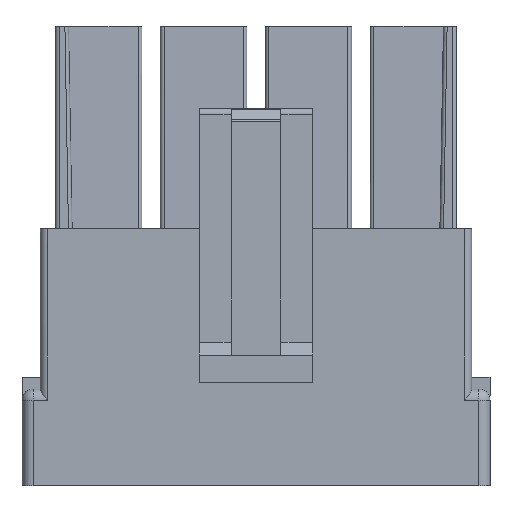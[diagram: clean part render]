
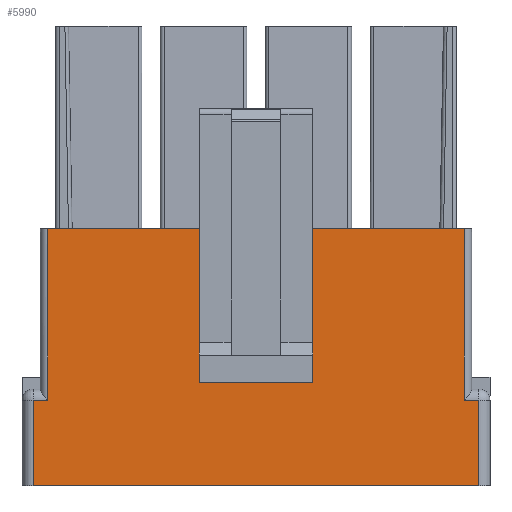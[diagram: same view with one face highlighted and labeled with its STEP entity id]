
A CAD part, top view. The second image highlights one B-rep face of the part: STEP entity #5990.
In plain terms, the highlighted planar face has unit normal (0, 0, 1).
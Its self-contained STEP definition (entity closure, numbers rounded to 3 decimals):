
#1191=ORIENTED_EDGE('',*,*,#2511,.F.);
#1192=ORIENTED_EDGE('',*,*,#2524,.F.);
#1193=ORIENTED_EDGE('',*,*,#2509,.T.);
#1194=ORIENTED_EDGE('',*,*,#2489,.T.);
#1195=ORIENTED_EDGE('',*,*,#2525,.T.);
#1196=ORIENTED_EDGE('',*,*,#2526,.T.);
#1197=ORIENTED_EDGE('',*,*,#2527,.T.);
#1198=ORIENTED_EDGE('',*,*,#2528,.T.);
#1199=ORIENTED_EDGE('',*,*,#2529,.F.);
#1200=ORIENTED_EDGE('',*,*,#2530,.T.);
#1201=ORIENTED_EDGE('',*,*,#2435,.F.);
#1202=ORIENTED_EDGE('',*,*,#2531,.T.);
#1203=ORIENTED_EDGE('',*,*,#2532,.T.);
#1204=ORIENTED_EDGE('',*,*,#2499,.F.);
#1205=ORIENTED_EDGE('',*,*,#2492,.F.);
#1206=ORIENTED_EDGE('',*,*,#2496,.T.);
#2435=EDGE_CURVE('',#3152,#3153,#3832,.T.);
#2489=EDGE_CURVE('',#3198,#3199,#3880,.T.);
#2492=EDGE_CURVE('',#3201,#3202,#3882,.T.);
#2496=EDGE_CURVE('',#3201,#3203,#3884,.T.);
#2499=EDGE_CURVE('',#3202,#3204,#3886,.T.);
#2509=EDGE_CURVE('',#3211,#3198,#3893,.T.);
#2511=EDGE_CURVE('',#3212,#3199,#3894,.T.);
#2524=EDGE_CURVE('',#3211,#3212,#3905,.T.);
#2525=EDGE_CURVE('',#3222,#3223,#3906,.T.);
#2526=EDGE_CURVE('',#3223,#3224,#3907,.T.);
#2527=EDGE_CURVE('',#3224,#3225,#3908,.T.);
#2528=EDGE_CURVE('',#3225,#3226,#3909,.F.);
#2529=EDGE_CURVE('',#3227,#3226,#3910,.T.);
#2530=EDGE_CURVE('',#3227,#3153,#3911,.F.);
#2531=EDGE_CURVE('',#3152,#3222,#3912,.F.);
#2532=EDGE_CURVE('',#3203,#3204,#3913,.T.);
#3152=VERTEX_POINT('',#9193);
#3153=VERTEX_POINT('',#9195);
#3198=VERTEX_POINT('',#9296);
#3199=VERTEX_POINT('',#9300);
#3201=VERTEX_POINT('',#9306);
#3202=VERTEX_POINT('',#9308);
#3203=VERTEX_POINT('',#9313);
#3204=VERTEX_POINT('',#9318);
#3211=VERTEX_POINT('',#9336);
#3212=VERTEX_POINT('',#9341);
#3222=VERTEX_POINT('',#9370);
#3223=VERTEX_POINT('',#9371);
#3224=VERTEX_POINT('',#9373);
#3225=VERTEX_POINT('',#9375);
#3226=VERTEX_POINT('',#9377);
#3227=VERTEX_POINT('',#9379);
#3832=LINE('',#9194,#4593);
#3880=LINE('',#9301,#4641);
#3882=LINE('',#9307,#4643);
#3884=LINE('',#9314,#4645);
#3886=LINE('',#9319,#4647);
#3893=LINE('',#9338,#4654);
#3894=LINE('',#9342,#4655);
#3905=LINE('',#9368,#4666);
#3906=LINE('',#9369,#4667);
#3907=LINE('',#9372,#4668);
#3908=LINE('',#9374,#4669);
#3909=LINE('',#9376,#4670);
#3910=LINE('',#9378,#4671);
#3911=LINE('',#9380,#4672);
#3912=LINE('',#9381,#4673);
#3913=LINE('',#9382,#4674);
#4593=VECTOR('',#7429,1000.);
#4641=VECTOR('',#7501,1000.);
#4643=VECTOR('',#7507,1000.);
#4645=VECTOR('',#7515,1000.);
#4647=VECTOR('',#7521,1000.);
#4654=VECTOR('',#7538,1000.);
#4655=VECTOR('',#7543,1000.);
#4666=VECTOR('',#7566,1000.);
#4667=VECTOR('',#7567,1000.);
#4668=VECTOR('',#7568,1000.);
#4669=VECTOR('',#7569,1000.);
#4670=VECTOR('',#7570,1000.);
#4671=VECTOR('',#7571,1000.);
#4672=VECTOR('',#7572,1000.);
#4673=VECTOR('',#7573,1000.);
#4674=VECTOR('',#7574,1000.);
#5075=EDGE_LOOP('',(#1191,#1192,#1193,#1194));
#5076=EDGE_LOOP('',(#1195,#1196,#1197,#1198,#1199,#1200,#1201,#1202));
#5077=EDGE_LOOP('',(#1203,#1204,#1205,#1206));
#5407=FACE_BOUND('',#5075,.T.);
#5408=FACE_BOUND('',#5076,.T.);
#5409=FACE_BOUND('',#5077,.T.);
#5718=PLANE('',#6373);
#5990=ADVANCED_FACE('',(#5407,#5408,#5409),#5718,.T.);
#6373=AXIS2_PLACEMENT_3D('',#9367,#7564,#7565);
#7429=DIRECTION('',(-1.,0.,0.));
#7501=DIRECTION('',(0.,1.,0.));
#7507=DIRECTION('',(0.,1.,0.));
#7515=DIRECTION('',(-1.,0.,0.));
#7521=DIRECTION('',(-1.,0.,0.));
#7538=DIRECTION('',(-1.,0.,0.));
#7543=DIRECTION('',(-1.,0.,0.));
#7564=DIRECTION('',(0.,0.,1.));
#7565=DIRECTION('',(1.,0.,0.));
#7566=DIRECTION('',(0.,1.,0.));
#7567=DIRECTION('',(-1.,0.,0.));
#7568=DIRECTION('',(0.,1.,0.));
#7569=DIRECTION('',(-1.,0.,0.));
#7570=DIRECTION('',(0.,1.,0.));
#7571=DIRECTION('',(1.,0.,0.));
#7572=DIRECTION('',(0.,1.,0.));
#7573=DIRECTION('',(0.,-1.,0.));
#7574=DIRECTION('',(0.,1.,0.));
#9193=CARTESIAN_POINT('',(12.125,-14.,3.4));
#9194=CARTESIAN_POINT('',(11.725,-14.,3.4));
#9195=CARTESIAN_POINT('',(-12.125,-14.,3.4));
#9296=CARTESIAN_POINT('',(1.425,-3.25,3.4));
#9300=CARTESIAN_POINT('',(1.425,-0.75,3.4));
#9301=CARTESIAN_POINT('',(1.425,-32.049,3.4));
#9306=CARTESIAN_POINT('',(-1.425,-3.25,3.4));
#9307=CARTESIAN_POINT('',(-1.425,-32.049,3.4));
#9308=CARTESIAN_POINT('',(-1.425,-0.75,3.4));
#9313=CARTESIAN_POINT('',(-2.4,-3.25,3.4));
#9314=CARTESIAN_POINT('',(3.075,-3.25,3.4));
#9318=CARTESIAN_POINT('',(-2.4,-0.75,3.4));
#9319=CARTESIAN_POINT('',(3.075,-0.75,3.4));
#9336=CARTESIAN_POINT('',(2.4,-3.25,3.4));
#9338=CARTESIAN_POINT('',(3.075,-3.25,3.4));
#9341=CARTESIAN_POINT('',(2.4,-0.75,3.4));
#9342=CARTESIAN_POINT('',(3.075,-0.75,3.4));
#9367=CARTESIAN_POINT('',(11.725,-14.,3.4));
#9368=CARTESIAN_POINT('',(2.4,-32.049,3.4));
#9369=CARTESIAN_POINT('',(12.725,-9.35,3.4));
#9370=CARTESIAN_POINT('',(12.125,-9.35,3.4));
#9371=CARTESIAN_POINT('',(11.325,-9.35,3.4));
#9372=CARTESIAN_POINT('',(11.325,0.,3.4));
#9373=CARTESIAN_POINT('',(11.325,0.,3.4));
#9374=CARTESIAN_POINT('',(11.725,0.,3.4));
#9375=CARTESIAN_POINT('',(-11.325,0.,3.4));
#9376=CARTESIAN_POINT('',(-11.325,-14.,3.4));
#9377=CARTESIAN_POINT('',(-11.325,-9.35,3.4));
#9378=CARTESIAN_POINT('',(-12.725,-9.35,3.4));
#9379=CARTESIAN_POINT('',(-12.125,-9.35,3.4));
#9380=CARTESIAN_POINT('',(-12.125,-14.,3.4));
#9381=CARTESIAN_POINT('',(12.125,-14.,3.4));
#9382=CARTESIAN_POINT('',(-2.4,-32.049,3.4));
